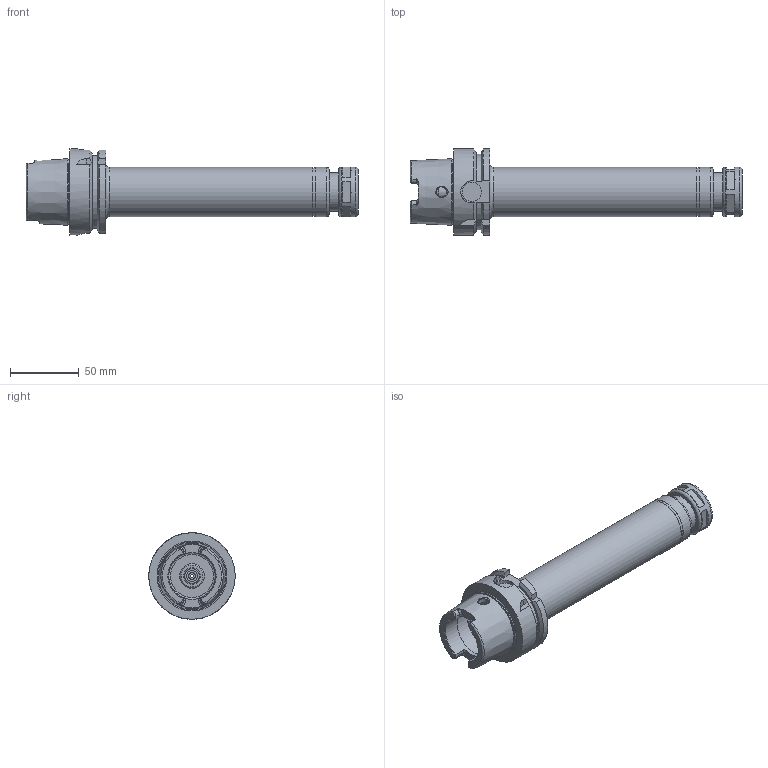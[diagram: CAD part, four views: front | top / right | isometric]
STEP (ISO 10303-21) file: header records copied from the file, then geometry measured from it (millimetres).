
FILE_DESCRIPTION((''),'2;1');
FILE_NAME('536075116210-3D.stp','2020-01-08T11:39:47',('nttooll'),(''),'Autodesk Inventor 2012','Autodesk Inventor 2012','');
FILE_SCHEMA(('AUTOMOTIVE_DESIGN { 1 0 10303 214 1 1 1 1 }'));
Length unit declared in the file: millimetre
Products named in the file (1): 536075116210-3D
Bounding box: 242 x 63 x 63 mm (x, y, z)
Volume: 238989.6 mm3; surface area: 54160 mm2
Topology: 1 solids, 1 shells, 187 faces, 432 edges, 274 vertices
Faces by surface type: plane 85, cylinder 53, cone 31, torus 18
Full cylindrical faces by diameter (mm): 2 x1, 4.5 x1, 5 x1, 7.5 x2, 8 x1, 11.3 x1, 12 x1, 12.8 x1, 13.319 x1, 14 x1, 15.8 x1, 15.9 x1, 16.3 x1, 17 x2, 17.5 x1, 18 x1, 20 x1, 22.1 x1, 24.5 x1, 28 x2, 34 x1, 34.5 x1, 35.6 x1, 36 x2, 36.3 x1, 40 x1, 48 x1, 63 x1
Entity records: 5280 total; most frequent: CARTESIAN_POINT 1284, DIRECTION 848, ORIENTED_EDGE 726, EDGE_CURVE 363, AXIS2_PLACEMENT_3D 359, EDGE_LOOP 278, VERTEX_POINT 263, FACE_OUTER_BOUND 187
